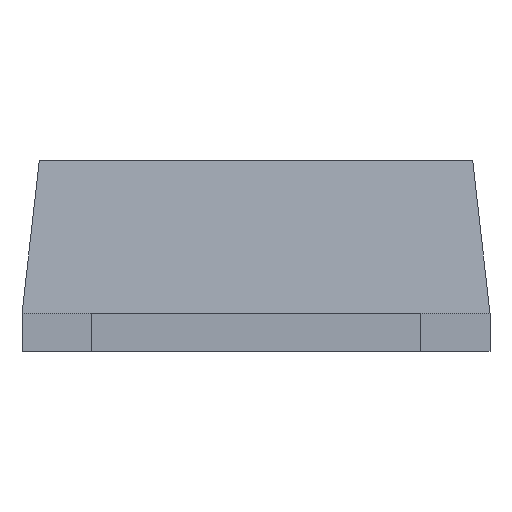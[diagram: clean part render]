
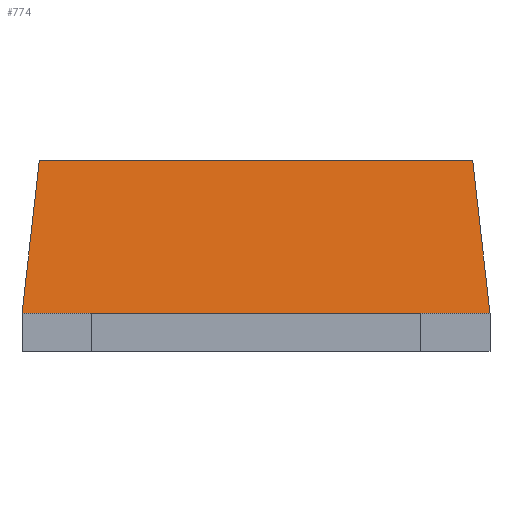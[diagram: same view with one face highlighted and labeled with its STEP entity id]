
A CAD part, left-side view. The second image highlights one B-rep face of the part: STEP entity #774.
In plain terms, the highlighted planar face has unit normal (-0.994, 0, 0.113).
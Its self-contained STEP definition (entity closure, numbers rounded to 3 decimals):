
#657=CARTESIAN_POINT('',(-1.9,1.25,1.1));
#658=VERTEX_POINT('',#657);
#665=CARTESIAN_POINT('',(-1.9,-1.25,1.1));
#666=VERTEX_POINT('',#665);
#667=CARTESIAN_POINT('',(-1.9,-1.25,1.1));
#668=DIRECTION('',(0.0,1.0,0.0));
#669=VECTOR('',#668,2.5);
#670=LINE('',#667,#669);
#671=EDGE_CURVE('',#666,#658,#670,.T.);
#744=CARTESIAN_POINT('',(-1.95,0.0,0.66));
#745=DIRECTION('',(-0.994,0.0,0.113));
#746=DIRECTION('',(0.113,0.0,0.994));
#747=AXIS2_PLACEMENT_3D('',#744,#745,#746);
#748=PLANE('',#747);
#749=ORIENTED_EDGE('',*,*,#671,.T.);
#750=CARTESIAN_POINT('',(-2.0,1.35,0.22));
#751=VERTEX_POINT('',#750);
#752=CARTESIAN_POINT('',(-1.9,1.25,1.1));
#753=DIRECTION('',(-0.112,0.112,-0.987));
#754=VECTOR('',#753,0.891);
#755=LINE('',#752,#754);
#756=EDGE_CURVE('',#658,#751,#755,.T.);
#757=ORIENTED_EDGE('',*,*,#756,.T.);
#758=CARTESIAN_POINT('',(-2.0,-1.35,0.22));
#759=VERTEX_POINT('',#758);
#760=CARTESIAN_POINT('',(-2.0,1.35,0.22));
#761=DIRECTION('',(0.0,-1.0,0.0));
#762=VECTOR('',#761,2.7);
#763=LINE('',#760,#762);
#764=EDGE_CURVE('',#751,#759,#763,.T.);
#765=ORIENTED_EDGE('',*,*,#764,.T.);
#766=CARTESIAN_POINT('',(-1.9,-1.25,1.1));
#767=DIRECTION('',(-0.112,-0.112,-0.987));
#768=VECTOR('',#767,0.891);
#769=LINE('',#766,#768);
#770=EDGE_CURVE('',#666,#759,#769,.T.);
#771=ORIENTED_EDGE('',*,*,#770,.F.);
#772=EDGE_LOOP('',(#749,#757,#765,#771));
#773=FACE_OUTER_BOUND('',#772,.T.);
#774=ADVANCED_FACE('',(#773),#748,.T.);
